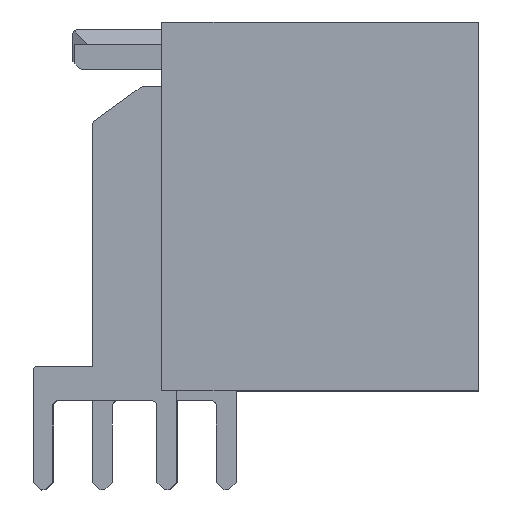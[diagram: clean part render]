
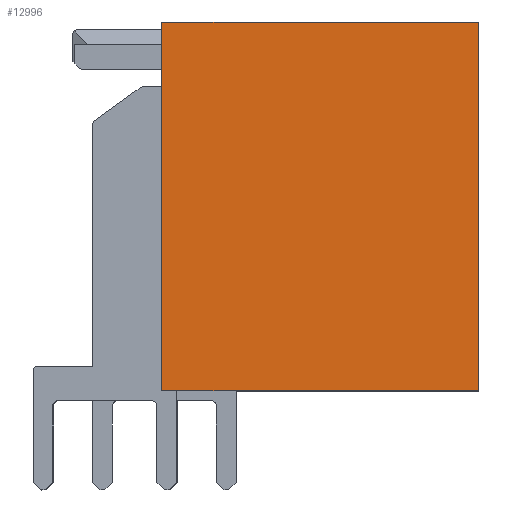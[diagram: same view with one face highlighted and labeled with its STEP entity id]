
A CAD part, front view. The second image highlights one B-rep face of the part: STEP entity #12996.
In plain terms, the highlighted planar face has unit normal (0, -1, 0).
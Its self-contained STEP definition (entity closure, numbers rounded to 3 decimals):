
#1277=ORIENTED_EDGE('',*,*,#4938,.F.);
#1278=ORIENTED_EDGE('',*,*,#4662,.F.);
#1279=ORIENTED_EDGE('',*,*,#4939,.F.);
#1280=ORIENTED_EDGE('',*,*,#4940,.F.);
#4662=EDGE_CURVE('',#6516,#6517,#7817,.T.);
#4938=EDGE_CURVE('',#6517,#6705,#8093,.T.);
#4939=EDGE_CURVE('',#6706,#6516,#8094,.T.);
#4940=EDGE_CURVE('',#6705,#6706,#8095,.T.);
#6516=VERTEX_POINT('',#18919);
#6517=VERTEX_POINT('',#18921);
#6705=VERTEX_POINT('',#19422);
#6706=VERTEX_POINT('',#19424);
#7817=LINE('',#18920,#9660);
#8093=LINE('',#19421,#9936);
#8094=LINE('',#19423,#9937);
#8095=LINE('',#19425,#9938);
#9660=VECTOR('',#15110,1000.);
#9936=VECTOR('',#15460,1000.);
#9937=VECTOR('',#15461,1000.);
#9938=VECTOR('',#15462,1000.);
#11021=EDGE_LOOP('',(#1277,#1278,#1279,#1280));
#11711=FACE_BOUND('',#11021,.T.);
#12381=PLANE('',#13710);
#12996=ADVANCED_FACE('',(#11711),#12381,.F.);
#13710=AXIS2_PLACEMENT_3D('',#19420,#15458,#15459);
#15110=DIRECTION('',(1.,0.,0.));
#15458=DIRECTION('',(0.,1.,0.));
#15459=DIRECTION('',(0.,0.,1.));
#15460=DIRECTION('',(0.,0.,-1.));
#15461=DIRECTION('',(0.,0.,1.));
#15462=DIRECTION('',(-1.,0.,0.));
#18919=CARTESIAN_POINT('',(-7.45,0.,6.4));
#18920=CARTESIAN_POINT('',(-7.45,0.,6.4));
#18921=CARTESIAN_POINT('',(7.45,0.,6.4));
#19420=CARTESIAN_POINT('',(0.,0.,0.));
#19421=CARTESIAN_POINT('',(7.45,0.,6.4));
#19422=CARTESIAN_POINT('',(7.45,0.,-6.4));
#19423=CARTESIAN_POINT('',(-7.45,0.,-6.4));
#19424=CARTESIAN_POINT('',(-7.45,0.,-6.4));
#19425=CARTESIAN_POINT('',(7.45,0.,-6.4));
